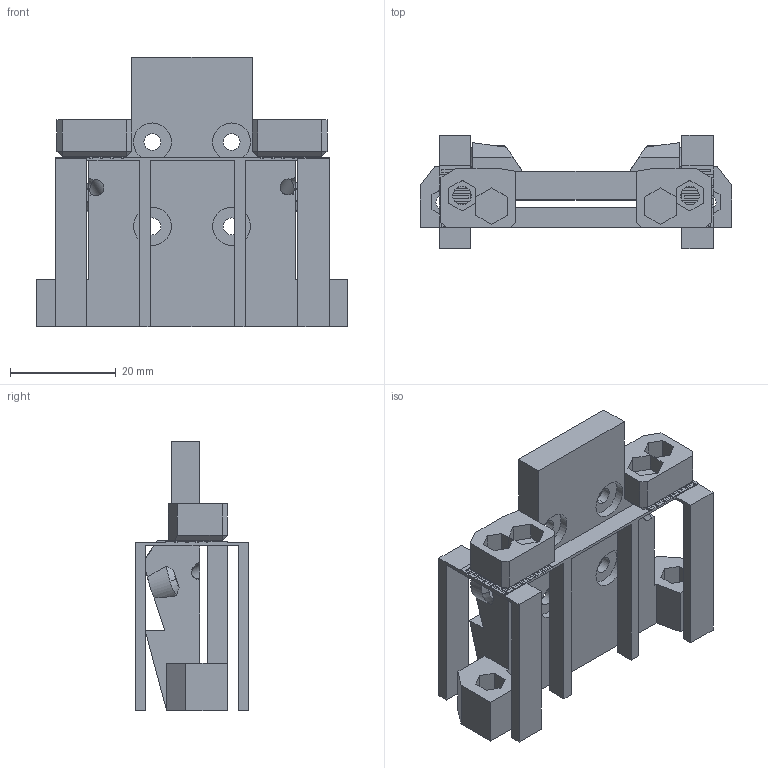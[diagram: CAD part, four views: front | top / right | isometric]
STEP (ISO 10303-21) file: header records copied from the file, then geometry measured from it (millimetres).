
FILE_DESCRIPTION(('FreeCAD Model'),'2;1');
FILE_NAME('Open CASCADE Shape Model','2024-05-23T12:12:27',(''),(''), 'Open CASCADE STEP processor 7.6','FreeCAD','Unknown');
FILE_SCHEMA(('AUTOMOTIVE_DESIGN { 1 0 10303 214 1 1 1 1 }'));
Length unit declared in the file: millimetre
Products named in the file (3): Front_Rail_Side; Rail_Side-Body; Support-Body
Assembly tree (2 placements, depth 2):
  Front_Rail_Side
    Rail_Side-Body
    Support-Body
Bounding box: 59.1 x 21.5 x 51.07 mm (x, y, z)
Volume: 13450.9 mm3; surface area: 11976.9 mm2
Topology: 2 solids, 2 shells, 374 faces, 1039 edges, 687 vertices
Faces by surface type: plane 344, cylinder 20, cone 7, bspline 3
Full cylindrical faces by diameter (mm): 2.9 x4, 3.2 x2, 3.5 x4, 7.2 x4
Entity records: 26983 total; most frequent: CARTESIAN_POINT 5964, DIRECTION 3862, LINE 2941, VECTOR 2941, ORIENTED_EDGE 2074, PCURVE 2074, DEFINITIONAL_REPRESENTATION 2074, EDGE_CURVE 1037
